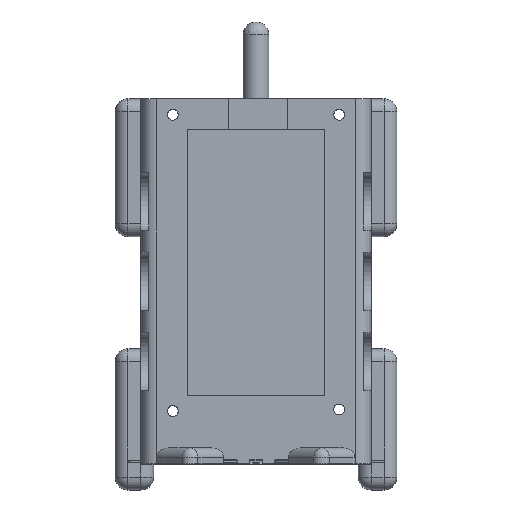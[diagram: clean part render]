
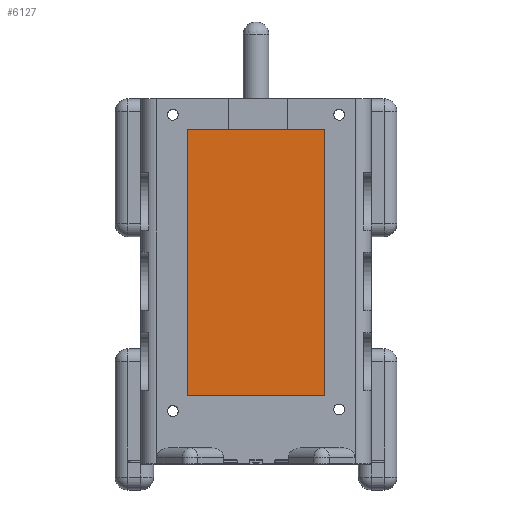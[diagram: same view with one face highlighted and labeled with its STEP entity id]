
A CAD part, top view. The second image highlights one B-rep face of the part: STEP entity #6127.
In plain terms, the highlighted planar face has unit normal (0, 0, 1).
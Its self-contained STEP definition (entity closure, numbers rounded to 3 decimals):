
#348=PLANE('',#6744);
#706=FACE_OUTER_BOUND('',#1098,.T.);
#1098=EDGE_LOOP('',(#5650,#5651,#5652,#5653));
#1104=LINE('',#8567,#1659);
#1108=LINE('',#8575,#1663);
#1115=LINE('',#8589,#1670);
#1654=LINE('',#11635,#2209);
#1659=VECTOR('',#6785,10.);
#1663=VECTOR('',#6791,10.);
#1670=VECTOR('',#6800,10.);
#2209=VECTOR('',#8531,10.);
#2488=VERTEX_POINT('',#8565);
#2489=VERTEX_POINT('',#8566);
#2492=VERTEX_POINT('',#8574);
#2498=VERTEX_POINT('',#8588);
#3039=EDGE_CURVE('',#2488,#2489,#1104,.T.);
#3043=EDGE_CURVE('',#2488,#2492,#1108,.T.);
#3050=EDGE_CURVE('',#2498,#2492,#1115,.T.);
#3903=EDGE_CURVE('',#2498,#2489,#1654,.T.);
#5650=ORIENTED_EDGE('',*,*,#3039,.T.);
#5651=ORIENTED_EDGE('',*,*,#3903,.F.);
#5652=ORIENTED_EDGE('',*,*,#3050,.T.);
#5653=ORIENTED_EDGE('',*,*,#3043,.F.);
#6127=ADVANCED_FACE('',(#706),#348,.T.);
#6744=AXIS2_PLACEMENT_3D('',#11634,#8529,#8530);
#6785=DIRECTION('',(1.,0.,0.));
#6791=DIRECTION('',(0.,1.,0.));
#6800=DIRECTION('',(-1.,0.,0.));
#8529=DIRECTION('center_axis',(0.,0.,1.));
#8530=DIRECTION('ref_axis',(1.,0.,0.));
#8531=DIRECTION('',(0.,-1.,0.));
#8565=CARTESIAN_POINT('',(-33.432,-14.506,43.));
#8566=CARTESIAN_POINT('',(9.468,-14.506,43.));
#8567=CARTESIAN_POINT('',(-1.257,-14.506,43.));
#8574=CARTESIAN_POINT('',(-33.432,68.5,43.));
#8575=CARTESIAN_POINT('',(-33.432,60.5,43.));
#8588=CARTESIAN_POINT('',(9.468,68.5,43.));
#8589=CARTESIAN_POINT('',(-22.707,68.5,43.));
#11634=CARTESIAN_POINT('Origin',(-11.982,18.997,43.));
#11635=CARTESIAN_POINT('',(9.468,39.748,43.));
